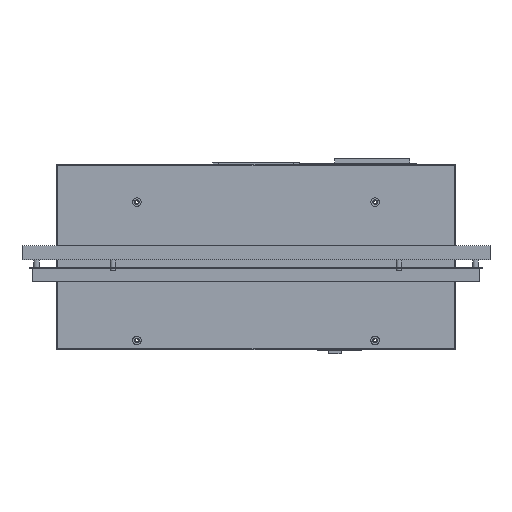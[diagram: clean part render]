
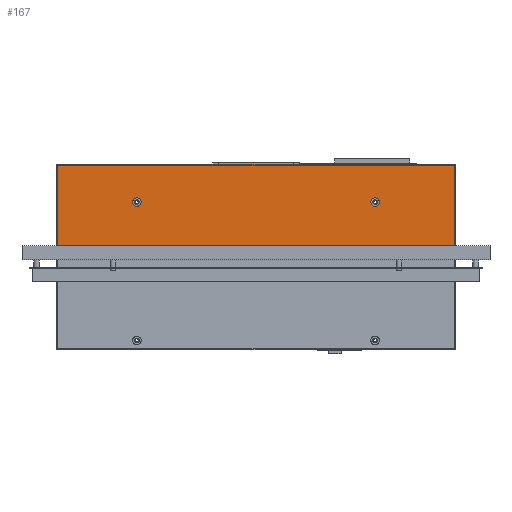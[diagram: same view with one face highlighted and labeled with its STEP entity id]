
A CAD part, front view. The second image highlights one B-rep face of the part: STEP entity #167.
In plain terms, the highlighted planar face has unit normal (0, -1, 0).
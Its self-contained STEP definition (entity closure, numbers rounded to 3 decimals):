
#167=ADVANCED_FACE('',(#1846,#1847,#1848),#1849,.T.);
#1846=FACE_OUTER_BOUND('',#5404,.T.);
#1847=FACE_BOUND('',#5405,.T.);
#1848=FACE_BOUND('',#5406,.T.);
#1849=PLANE('',#5407);
#5404=EDGE_LOOP('',(#9788,#9789,#9790,#9791));
#5405=EDGE_LOOP('',(#9792,#9793,#9794));
#5406=EDGE_LOOP('',(#9795,#9796,#9797));
#5407=AXIS2_PLACEMENT_3D('',#9798,#9799,#9800);
#9788=ORIENTED_EDGE('',*,*,#22204,.T.);
#9789=ORIENTED_EDGE('',*,*,#22205,.F.);
#9790=ORIENTED_EDGE('',*,*,#22206,.F.);
#9791=ORIENTED_EDGE('',*,*,#22207,.T.);
#9792=ORIENTED_EDGE('',*,*,#22208,.T.);
#9793=ORIENTED_EDGE('',*,*,#21452,.T.);
#9794=ORIENTED_EDGE('',*,*,#22209,.T.);
#9795=ORIENTED_EDGE('',*,*,#22210,.T.);
#9796=ORIENTED_EDGE('',*,*,#21448,.T.);
#9797=ORIENTED_EDGE('',*,*,#22211,.T.);
#9798=CARTESIAN_POINT('',(0.0,0.0,0.0));
#9799=DIRECTION('',(0.0,-1.0,0.0));
#9800=DIRECTION('',(0.0,0.0,-1.0));
#21448=EDGE_CURVE('',#25620,#25617,#25621,.T.);
#21452=EDGE_CURVE('',#25628,#25625,#25629,.T.);
#22204=EDGE_CURVE('',#27090,#27091,#27092,.T.);
#22205=EDGE_CURVE('',#27093,#27091,#27094,.T.);
#22206=EDGE_CURVE('',#27095,#27093,#27096,.T.);
#22207=EDGE_CURVE('',#27095,#27090,#27097,.T.);
#22208=EDGE_CURVE('',#27098,#25628,#27099,.T.);
#22209=EDGE_CURVE('',#25625,#27098,#27100,.T.);
#22210=EDGE_CURVE('',#27101,#25620,#27102,.T.);
#22211=EDGE_CURVE('',#25617,#27101,#27103,.T.);
#25617=VERTEX_POINT('',#32610);
#25620=VERTEX_POINT('',#32614);
#25621=CIRCLE('',#32615,4.5);
#25625=VERTEX_POINT('',#32620);
#25628=VERTEX_POINT('',#32624);
#25629=CIRCLE('',#32625,4.5);
#27090=VERTEX_POINT('',#34722);
#27091=VERTEX_POINT('',#34723);
#27092=LINE('',#34724,#34725);
#27093=VERTEX_POINT('',#34726);
#27094=LINE('',#34727,#34728);
#27095=VERTEX_POINT('',#34729);
#27096=LINE('',#34730,#34731);
#27097=LINE('',#34732,#34733);
#27098=VERTEX_POINT('',#34734);
#27099=CIRCLE('',#34735,4.5);
#27100=CIRCLE('',#34736,4.5);
#27101=VERTEX_POINT('',#34737);
#27102=CIRCLE('',#34738,4.5);
#27103=CIRCLE('',#34739,4.5);
#32610=CARTESIAN_POINT('',(88.5,0.0,155.0));
#32614=CARTESIAN_POINT('',(79.5,0.0,155.0));
#32615=AXIS2_PLACEMENT_3D('',#43125,#43126,#43127);
#32620=CARTESIAN_POINT('',(338.5,0.0,155.0));
#32624=CARTESIAN_POINT('',(329.5,0.0,155.0));
#32625=AXIS2_PLACEMENT_3D('',#43133,#43134,#43135);
#34722=CARTESIAN_POINT('',(418.002,0.0,109.5));
#34723=CARTESIAN_POINT('',(418.002,0.0,195.0));
#34724=CARTESIAN_POINT('',(418.002,0.0,109.5));
#34725=VECTOR('',#44191,85.5);
#34726=CARTESIAN_POINT('',(0.0,0.,195.0));
#34727=CARTESIAN_POINT('',(0.0,0.,195.0));
#34728=VECTOR('',#44192,418.002);
#34729=CARTESIAN_POINT('',(0.0,0.,109.5));
#34730=CARTESIAN_POINT('',(0.0,0.,109.5));
#34731=VECTOR('',#44193,85.5);
#34732=CARTESIAN_POINT('',(0.0,0.,109.5));
#34733=VECTOR('',#44194,418.002);
#34734=CARTESIAN_POINT('',(334.0,0.0,150.5));
#34735=AXIS2_PLACEMENT_3D('',#44195,#44196,#44197);
#34736=AXIS2_PLACEMENT_3D('',#44198,#44199,#44200);
#34737=CARTESIAN_POINT('',(84.0,0.0,150.5));
#34738=AXIS2_PLACEMENT_3D('',#44201,#44202,#44203);
#34739=AXIS2_PLACEMENT_3D('',#44204,#44205,#44206);
#43125=CARTESIAN_POINT('',(84.0,0.0,155.0));
#43126=DIRECTION('',(0.0,1.0,0.0));
#43127=DIRECTION('',(-1.0,0.0,0.0));
#43133=CARTESIAN_POINT('',(334.0,0.0,155.0));
#43134=DIRECTION('',(0.0,1.0,0.0));
#43135=DIRECTION('',(-1.0,0.0,0.0));
#44191=DIRECTION('',(0.0,0.0,1.0));
#44192=DIRECTION('',(1.0,0.0,0.0));
#44193=DIRECTION('',(0.0,0.0,1.0));
#44194=DIRECTION('',(1.0,0.0,0.0));
#44195=CARTESIAN_POINT('',(334.0,0.0,155.0));
#44196=DIRECTION('',(0.0,1.0,0.0));
#44197=DIRECTION('',(0.0,0.0,-1.0));
#44198=CARTESIAN_POINT('',(334.0,0.0,155.0));
#44199=DIRECTION('',(0.0,1.0,0.0));
#44200=DIRECTION('',(-1.0,0.0,0.0));
#44201=CARTESIAN_POINT('',(84.0,0.0,155.0));
#44202=DIRECTION('',(0.0,1.0,0.0));
#44203=DIRECTION('',(0.0,0.0,-1.0));
#44204=CARTESIAN_POINT('',(84.0,0.0,155.0));
#44205=DIRECTION('',(0.0,1.0,0.0));
#44206=DIRECTION('',(-1.0,0.0,0.0));
